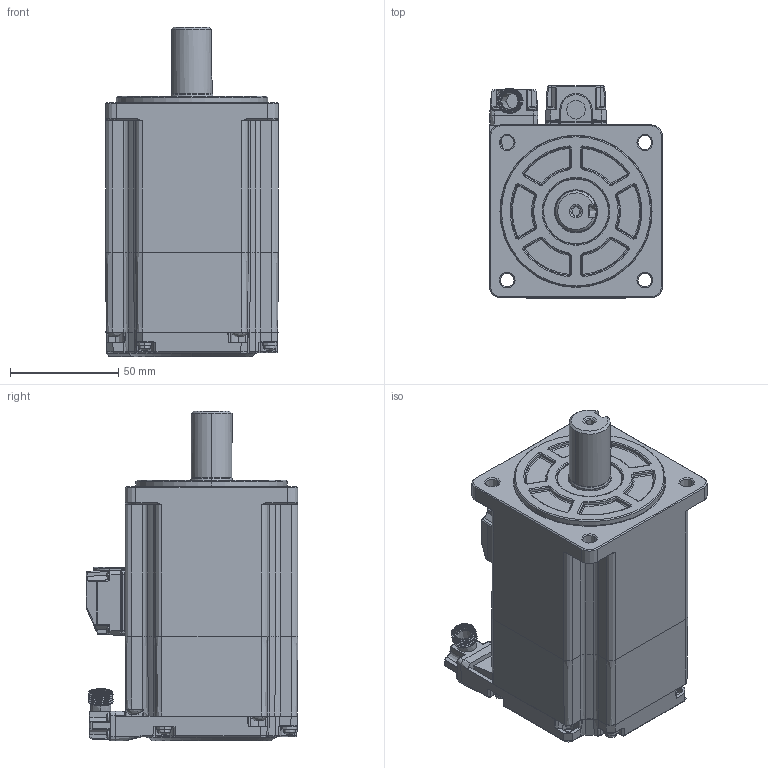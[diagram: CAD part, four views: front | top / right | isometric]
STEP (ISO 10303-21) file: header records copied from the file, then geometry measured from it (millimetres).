
FILE_DESCRIPTION (( 'STEP AP203' ), '1' );
FILE_NAME ('MF5H-80CM30BZ2-507.STEP', '2023-06-25T07:35:46', ( '' ), ( '' ), 'SwSTEP 2.0', 'SolidWorks 2022', '' );
FILE_SCHEMA (( 'CONFIG_CONTROL_DESIGN' ));
Length unit declared in the file: millimetre
Products named in the file (1): MF5H-80CM30BZ2-507
Bounding box: 80 x 98.1 x 152.6 mm (x, y, z)
Surface area: 60965.3 mm2 (no closed solid volume)
Topology: 0 solids, 38 shells, 1168 faces, 3516 edges, 2290 vertices
Faces by surface type: plane 405, cylinder 368, bspline 165, cone 97, torus 76, sphere 57
Entity records: 46980 total; most frequent: CARTESIAN_POINT 17487, ORIENTED_EDGE 6025, DIRECTION 5848, EDGE_CURVE 3491, VERTEX_POINT 2290, AXIS2_PLACEMENT_3D 2238, LINE 1372, VECTOR 1372
